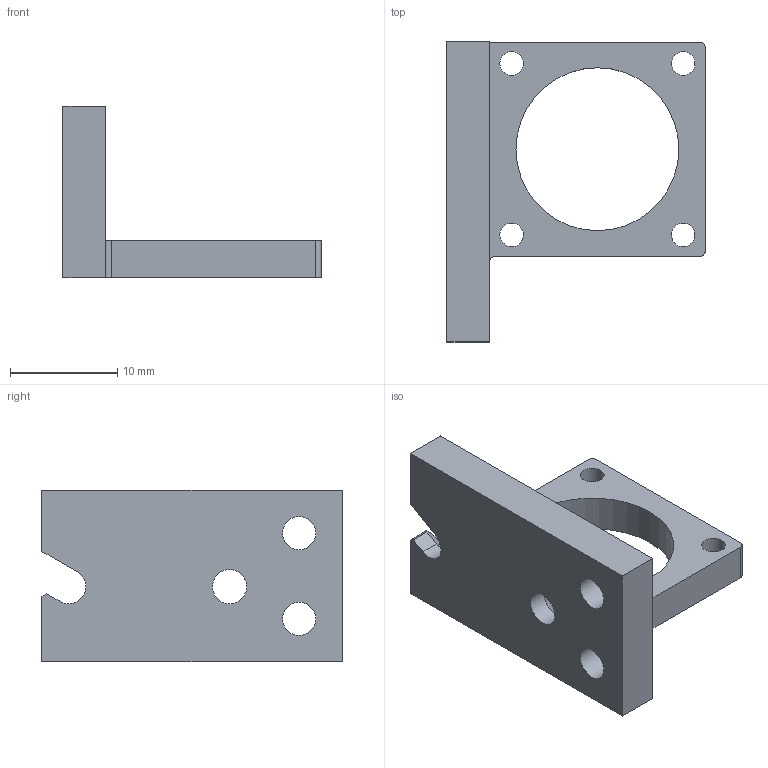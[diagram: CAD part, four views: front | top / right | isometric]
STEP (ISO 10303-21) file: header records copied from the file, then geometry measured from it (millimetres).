
FILE_DESCRIPTION(/* description */ (''),/* implementation_level */ '2;1');
FILE_NAME(/* name */ 'nema8-mount-right.step',/* time_stamp */ '2020-07-15T16:45:08-05:00',/* author */ (''),/* organization */ (''),/* preprocessor_version */ 'ST-DEVELOPER v18.1',/* originating_system */ 'Autodesk Translation Framework v9.3.0.1241',/* authorisation */ '');
FILE_SCHEMA (('AUTOMOTIVE_DESIGN { 1 0 10303 214 3 1 1 }'));
Length unit declared in the file: millimetre
Products named in the file (1): FusionComponent
Bounding box: 24.1 x 28 x 16 mm (x, y, z)
Volume: 2307.9 mm3; surface area: 2125.2 mm2
Topology: 1 solids, 1 shells, 33 faces, 87 edges, 56 vertices
Faces by surface type: plane 17, cylinder 14, cone 2
Full cylindrical faces by diameter (mm): 2.2 x4, 3.1 x2, 3.2 x1, 6.1 x1, 15.2 x1
Entity records: 1086 total; most frequent: DIRECTION 183, CARTESIAN_POINT 177, ORIENTED_EDGE 174, EDGE_CURVE 87, AXIS2_PLACEMENT_3D 62, LINE 59, VECTOR 59, VERTEX_POINT 56
